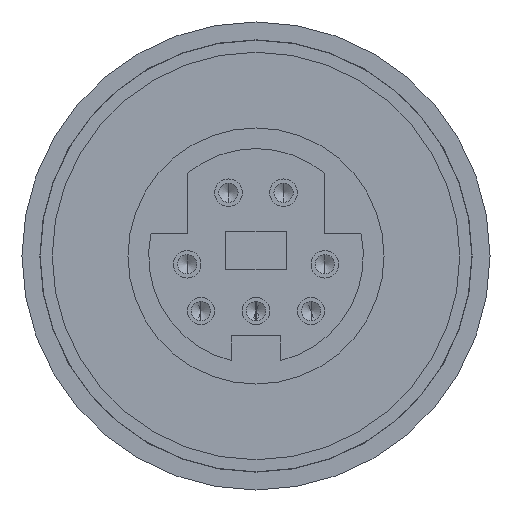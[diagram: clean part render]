
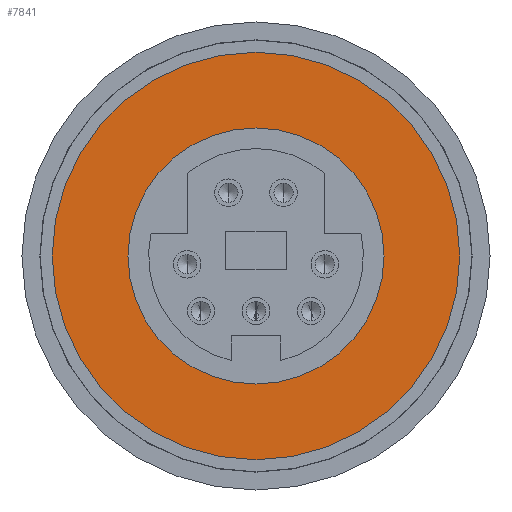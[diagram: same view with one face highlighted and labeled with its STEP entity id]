
A CAD part, left-side view. The second image highlights one B-rep face of the part: STEP entity #7841.
In plain terms, the highlighted planar face has unit normal (-1, 0, 0).
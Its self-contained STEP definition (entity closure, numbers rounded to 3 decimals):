
#165 = VERTEX_POINT ( 'NONE', #4071 ) ;
#306 = PLANE ( 'NONE',  #7846 ) ;
#873 = AXIS2_PLACEMENT_3D ( 'NONE', #4082, #9542, #4873 ) ;
#1059 = DIRECTION ( 'NONE',  ( 1., 0., 0. ) ) ;
#1161 = DIRECTION ( 'NONE',  ( -1., 0., 0. ) ) ;
#1197 = CARTESIAN_POINT ( 'NONE',  ( 0., 0., 0. ) ) ;
#1769 = CARTESIAN_POINT ( 'NONE',  ( 0., 0., 0. ) ) ;
#1875 = AXIS2_PLACEMENT_3D ( 'NONE', #1769, #7314, #2553 ) ;
#1931 = DIRECTION ( 'NONE',  ( 0., 0., 1. ) ) ;
#2380 = CIRCLE ( 'NONE', #1875, 7.4 ) ;
#2553 = DIRECTION ( 'NONE',  ( 0., 0., 1. ) ) ;
#2700 = VERTEX_POINT ( 'NONE', #9601 ) ;
#2754 = EDGE_LOOP ( 'NONE', ( #6643, #6633 ) ) ;
#3111 = EDGE_LOOP ( 'NONE', ( #6358, #6126 ) ) ;
#4007 = CIRCLE ( 'NONE', #873, 4.65 ) ;
#4071 = CARTESIAN_POINT ( 'NONE',  ( 0., 0., -7.4 ) ) ;
#4082 = CARTESIAN_POINT ( 'NONE',  ( 0., 0., 0. ) ) ;
#4707 = EDGE_CURVE ( 'NONE', #6229, #9781, #6100, .T. ) ;
#4719 = EDGE_CURVE ( 'NONE', #2700, #165, #6211, .T. ) ;
#4873 = DIRECTION ( 'NONE',  ( 0., 0., 1. ) ) ;
#5663 = FACE_BOUND ( 'NONE', #2754, .T. ) ;
#5811 = FACE_OUTER_BOUND ( 'NONE', #3111, .T. ) ;
#5881 = CARTESIAN_POINT ( 'NONE',  ( 0., 0., 0. ) ) ;
#6100 = CIRCLE ( 'NONE', #6888, 4.65 ) ;
#6107 = CARTESIAN_POINT ( 'NONE',  ( 0., 0., 4.65 ) ) ;
#6126 = ORIENTED_EDGE ( 'NONE', *, *, #6705, .F. ) ;
#6211 = CIRCLE ( 'NONE', #6406, 7.4 ) ;
#6229 = VERTEX_POINT ( 'NONE', #6107 ) ;
#6358 = ORIENTED_EDGE ( 'NONE', *, *, #4719, .F. ) ;
#6406 = AXIS2_PLACEMENT_3D ( 'NONE', #1197, #6707, #1931 ) ;
#6567 = DIRECTION ( 'NONE',  ( 0., 0., -1. ) ) ;
#6633 = ORIENTED_EDGE ( 'NONE', *, *, #7172, .F. ) ;
#6643 = ORIENTED_EDGE ( 'NONE', *, *, #4707, .F. ) ;
#6673 = DIRECTION ( 'NONE',  ( 0., 0., 1. ) ) ;
#6705 = EDGE_CURVE ( 'NONE', #165, #2700, #2380, .T. ) ;
#6707 = DIRECTION ( 'NONE',  ( 1., 0., 0. ) ) ;
#6876 = CARTESIAN_POINT ( 'NONE',  ( 0., 0., -4.65 ) ) ;
#6888 = AXIS2_PLACEMENT_3D ( 'NONE', #5881, #1161, #6673 ) ;
#7172 = EDGE_CURVE ( 'NONE', #9781, #6229, #4007, .T. ) ;
#7314 = DIRECTION ( 'NONE',  ( 1., 0., 0. ) ) ;
#7841 = ADVANCED_FACE ( 'NONE', ( #5811, #5663 ), #306, .F. ) ;
#7846 = AXIS2_PLACEMENT_3D ( 'NONE', #8067, #1059, #6567 ) ;
#8067 = CARTESIAN_POINT ( 'NONE',  ( 0., 0., 0. ) ) ;
#9542 = DIRECTION ( 'NONE',  ( -1., 0., 0. ) ) ;
#9601 = CARTESIAN_POINT ( 'NONE',  ( 0., 0., 7.4 ) ) ;
#9781 = VERTEX_POINT ( 'NONE', #6876 ) ;
